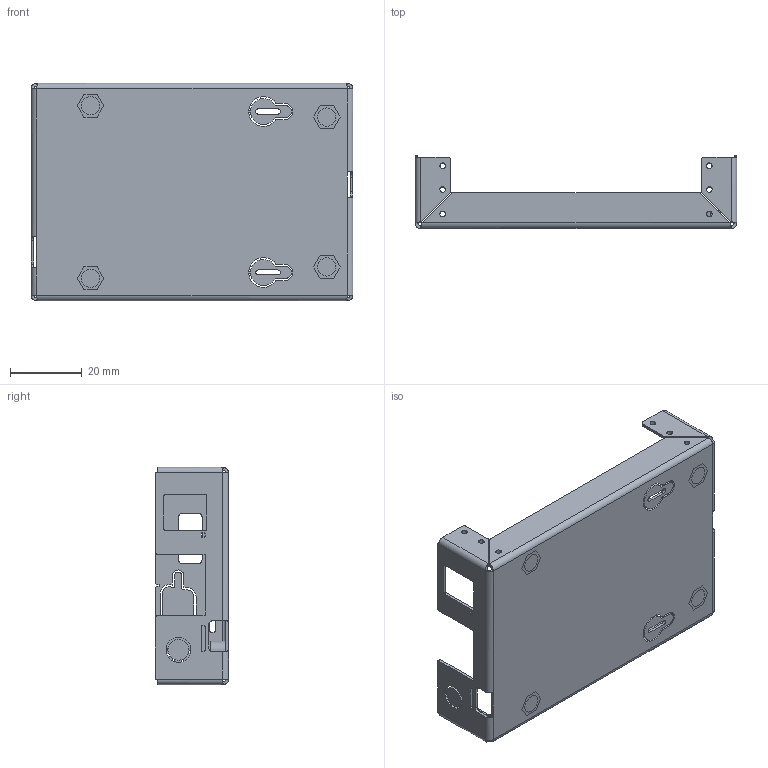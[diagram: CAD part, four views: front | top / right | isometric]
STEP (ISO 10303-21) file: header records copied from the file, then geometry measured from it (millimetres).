
FILE_DESCRIPTION (( 'STEP AP214' ), '1' );
FILE_NAME ('Chassis_bottom_assembly.STEP', '2014-06-16T13:26:38', ( '' ), ( '' ), 'SwSTEP 2.0', 'SolidWorks 2014', '' );
FILE_SCHEMA (( 'AUTOMOTIVE_DESIGN' ));
Length unit declared in the file: millimetre
Products named in the file (3): Chassis_PEM; Chassis_bottom; Chassis_bottom_assembly
Assembly tree (5 placements, depth 2):
  Chassis_bottom_assembly
    Chassis_bottom
    Chassis_PEM  x4
Bounding box: 89.97 x 20.42 x 60.79 mm (x, y, z)
Volume: 7476.2 mm3; surface area: 19518.7 mm2
Topology: 5 solids, 5 shells, 404 faces, 1086 edges, 708 vertices
Faces by surface type: cylinder 214, plane 174, bspline 16
Entity records: 12482 total; most frequent: CARTESIAN_POINT 2882, DIRECTION 1996, ORIENTED_EDGE 1992, EDGE_CURVE 996, AXIS2_PLACEMENT_3D 726, VERTEX_POINT 648, VECTOR 544, LINE 544
